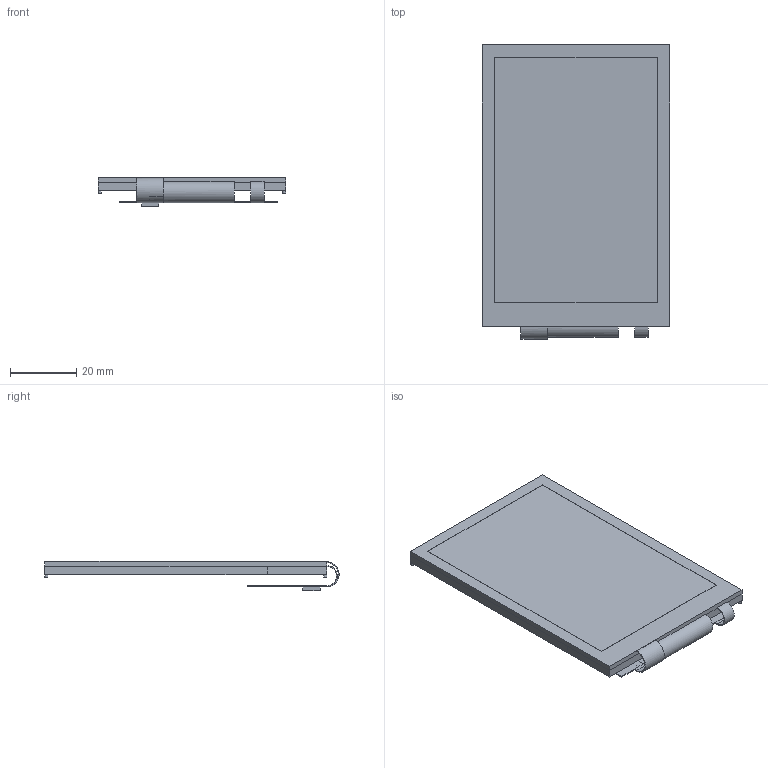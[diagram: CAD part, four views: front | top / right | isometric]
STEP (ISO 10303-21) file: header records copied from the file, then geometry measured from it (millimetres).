
FILE_DESCRIPTION(('FreeCAD Model'),'2;1');
FILE_NAME('ER-TFT035-6.step', '2019-03-24T20:39:32',('Author'),(''), 'Open CASCADE STEP processor 7.2','FreeCAD','Unknown');
FILE_SCHEMA(('AUTOMOTIVE_DESIGN { 1 0 10303 214 1 1 1 1 }'));
Length unit declared in the file: millimetre
Products named in the file (1): Pad011
Bounding box: 56.54 x 88.71 x 8.85 mm (x, y, z)
Volume: 19709.7 mm3; surface area: 13352.1 mm2
Topology: 1 solids, 1 shells, 67 faces, 167 edges, 100 vertices
Faces by surface type: plane 58, cylinder 9
Full cylindrical faces by diameter (mm): 0.95 x3
Entity records: 4657 total; most frequent: CARTESIAN_POINT 800, DIRECTION 635, LINE 448, VECTOR 448, ORIENTED_EDGE 334, PCURVE 334, DEFINITIONAL_REPRESENTATION 334, EDGE_CURVE 167
